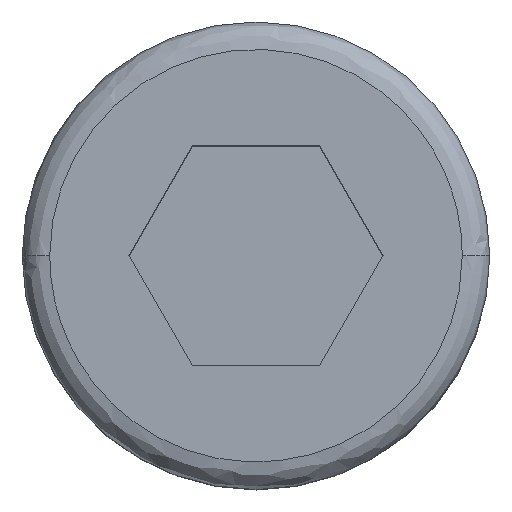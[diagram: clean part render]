
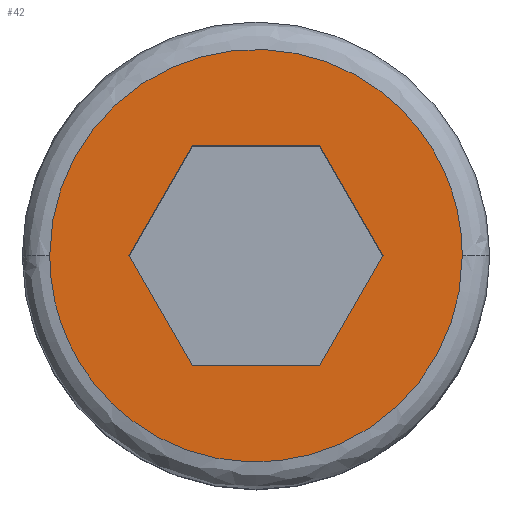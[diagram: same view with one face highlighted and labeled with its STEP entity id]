
A CAD part, top view. The second image highlights one B-rep face of the part: STEP entity #42.
In plain terms, the highlighted planar face has unit normal (0, 0, 1).
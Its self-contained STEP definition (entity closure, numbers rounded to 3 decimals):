
#4 = VERTEX_POINT ( 'NONE', #87 ) ;
#6 = DIRECTION ( 'NONE',  ( 0.5, 0.866, 0. ) ) ;
#42 = ADVANCED_FACE ( 'NONE', ( #309, #382 ), #1121, .T. ) ;
#87 = CARTESIAN_POINT ( 'NONE',  ( -1.155, 2., 5. ) ) ;
#92 = LINE ( 'NONE', #276, #684 ) ;
#93 = CARTESIAN_POINT ( 'NONE',  ( -3.75, 0., 5. ) ) ;
#100 = VERTEX_POINT ( 'NONE', #810 ) ;
#116 = ORIENTED_EDGE ( 'NONE', *, *, #370, .T. ) ;
#137 = EDGE_CURVE ( 'NONE', #566, #233, #504, .T. ) ;
#153 = EDGE_LOOP ( 'NONE', ( #1215, #578, #425, #1044, #116, #1060 ) ) ;
#182 = CARTESIAN_POINT ( 'NONE',  ( 1.155, -2., 5. ) ) ;
#185 = CARTESIAN_POINT ( 'NONE',  ( -1.155, -2., 5. ) ) ;
#202 = CARTESIAN_POINT ( 'NONE',  ( 3.75, -7.5, 5. ) ) ;
#206 = EDGE_CURVE ( 'NONE', #4, #100, #494, .T. ) ;
#233 = VERTEX_POINT ( 'NONE', #182 ) ;
#272 = LINE ( 'NONE', #589, #911 ) ;
#276 = CARTESIAN_POINT ( 'NONE',  ( 0., -2., 5. ) ) ;
#309 = FACE_OUTER_BOUND ( 'NONE', #792, .T. ) ;
#326 = DIRECTION ( 'NONE',  ( 0., -1., 0. ) ) ;
#367 = CARTESIAN_POINT ( 'NONE',  ( -3.75, 7.5, 5. ) ) ;
#370 = EDGE_CURVE ( 'NONE', #233, #1199, #92, .T. ) ;
#382 = FACE_BOUND ( 'NONE', #153, .T. ) ;
#389 = CARTESIAN_POINT ( 'NONE',  ( -1.155, -2., 5. ) ) ;
#410 = VERTEX_POINT ( 'NONE', #1067 ) ;
#425 = ORIENTED_EDGE ( 'NONE', *, *, #653, .T. ) ;
#472 = DIRECTION ( 'NONE',  ( -0.5, 0.866, 0. ) ) ;
#494 = LINE ( 'NONE', #651, #994 ) ;
#504 = LINE ( 'NONE', #929, #713 ) ;
#511 = CARTESIAN_POINT ( 'NONE',  ( 2.309, 0., 5. ) ) ;
#518 = DIRECTION ( 'NONE',  ( 0., 0., 1. ) ) ;
#539 = AXIS2_PLACEMENT_3D ( 'NONE', #629, #518, #326 ) ;
#557 = CARTESIAN_POINT ( 'NONE',  ( -3.75, 0., 5. ) ) ;
#566 = VERTEX_POINT ( 'NONE', #511 ) ;
#578 = ORIENTED_EDGE ( 'NONE', *, *, #206, .T. ) ;
#588 = CARTESIAN_POINT ( 'NONE',  ( -3.75, 0., 5. ) ) ;
#589 = CARTESIAN_POINT ( 'NONE',  ( -2.309, 0., 5. ) ) ;
#618 = VERTEX_POINT ( 'NONE', #708 ) ;
#629 = CARTESIAN_POINT ( 'NONE',  ( 0., 0., 5. ) ) ;
#651 = CARTESIAN_POINT ( 'NONE',  ( 0., 2., 5. ) ) ;
#653 = EDGE_CURVE ( 'NONE', #100, #566, #1088, .T. ) ;
#675 = CARTESIAN_POINT ( 'NONE',  ( -3.75, -7.5, 5. ) ) ;
#684 = VECTOR ( 'NONE', #1266, 1000. ) ;
#708 = CARTESIAN_POINT ( 'NONE',  ( -2.309, 0., 5. ) ) ;
#712 = VERTEX_POINT ( 'NONE', #588 ) ;
#713 = VECTOR ( 'NONE', #1228, 1000. ) ;
#731 = ORIENTED_EDGE ( 'NONE', *, *, #1172, .F. ) ;
#758 = LINE ( 'NONE', #185, #948 ) ;
#792 = EDGE_LOOP ( 'NONE', ( #731, #1064 ) ) ;
#810 = CARTESIAN_POINT ( 'NONE',  ( 1.155, 2., 5. ) ) ;
#821 =( BOUNDED_CURVE ( )  B_SPLINE_CURVE ( 3, ( #1076, #202, #675, #93 ),
 .UNSPECIFIED., .F., .F. ) 
 B_SPLINE_CURVE_WITH_KNOTS ( ( 4, 4 ),
 ( 0., 0.5 ),
 .UNSPECIFIED. ) 
 CURVE ( )  GEOMETRIC_REPRESENTATION_ITEM ( )  RATIONAL_B_SPLINE_CURVE ( ( 1., 0.333, 0.333, 1. ) ) 
 REPRESENTATION_ITEM ( '' )  );
#842 = CARTESIAN_POINT ( 'NONE',  ( 3.75, 7.5, 5. ) ) ;
#844 = EDGE_CURVE ( 'NONE', #1199, #618, #758, .T. ) ;
#869 = DIRECTION ( 'NONE',  ( 0.5, -0.866, 0. ) ) ;
#911 = VECTOR ( 'NONE', #6, 1000. ) ;
#929 = CARTESIAN_POINT ( 'NONE',  ( 2.309, 0., 5. ) ) ;
#948 = VECTOR ( 'NONE', #472, 1000. ) ;
#956 = CARTESIAN_POINT ( 'NONE',  ( 3.75, 0., 5. ) ) ;
#994 = VECTOR ( 'NONE', #1250, 1000. ) ;
#1005 = VECTOR ( 'NONE', #869, 1000. ) ;
#1044 = ORIENTED_EDGE ( 'NONE', *, *, #137, .T. ) ;
#1060 = ORIENTED_EDGE ( 'NONE', *, *, #844, .T. ) ;
#1064 = ORIENTED_EDGE ( 'NONE', *, *, #1077, .F. ) ;
#1067 = CARTESIAN_POINT ( 'NONE',  ( 3.75, 0., 5. ) ) ;
#1075 = CARTESIAN_POINT ( 'NONE',  ( 1.155, 2., 5. ) ) ;
#1076 = CARTESIAN_POINT ( 'NONE',  ( 3.75, 0., 5. ) ) ;
#1077 = EDGE_CURVE ( 'NONE', #712, #410, #1083, .T. ) ;
#1083 =( BOUNDED_CURVE ( )  B_SPLINE_CURVE ( 3, ( #557, #367, #842, #956 ),
 .UNSPECIFIED., .F., .F. ) 
 B_SPLINE_CURVE_WITH_KNOTS ( ( 4, 4 ),
 ( 0.5, 1. ),
 .UNSPECIFIED. ) 
 CURVE ( )  GEOMETRIC_REPRESENTATION_ITEM ( )  RATIONAL_B_SPLINE_CURVE ( ( 1., 0.333, 0.333, 1. ) ) 
 REPRESENTATION_ITEM ( '' )  );
#1088 = LINE ( 'NONE', #1075, #1005 ) ;
#1121 = PLANE ( 'NONE',  #539 ) ;
#1172 = EDGE_CURVE ( 'NONE', #410, #712, #821, .T. ) ;
#1199 = VERTEX_POINT ( 'NONE', #389 ) ;
#1215 = ORIENTED_EDGE ( 'NONE', *, *, #1271, .T. ) ;
#1228 = DIRECTION ( 'NONE',  ( -0.5, -0.866, 0. ) ) ;
#1250 = DIRECTION ( 'NONE',  ( 1., 0., 0. ) ) ;
#1266 = DIRECTION ( 'NONE',  ( -1., 0., 0. ) ) ;
#1271 = EDGE_CURVE ( 'NONE', #618, #4, #272, .T. ) ;
